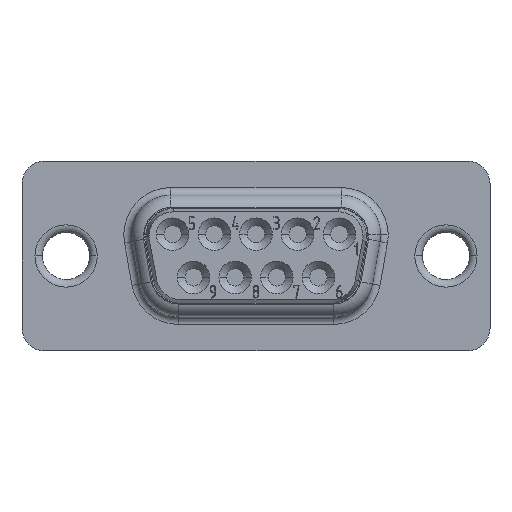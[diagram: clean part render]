
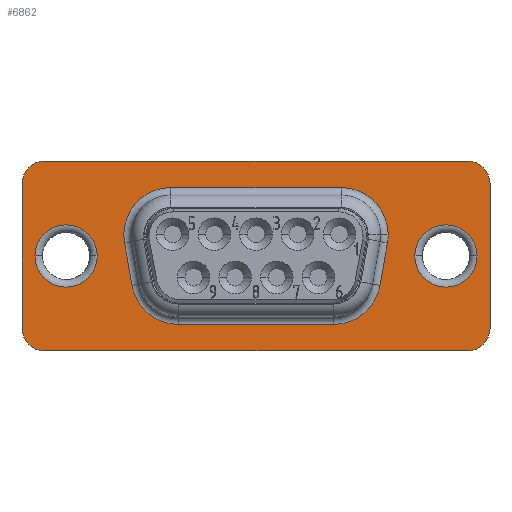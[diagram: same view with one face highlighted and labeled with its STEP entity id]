
A CAD part, top view. The second image highlights one B-rep face of the part: STEP entity #6862.
In plain terms, the highlighted planar face has unit normal (0, 0, 1).
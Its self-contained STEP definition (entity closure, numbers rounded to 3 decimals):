
#6862=ADVANCED_FACE('',(#11152,#11153,#11154,#11155),#7459,.T.);
#7459=PLANE('',#23119);
#9164=LINE('',#35596,#10461);
#9165=LINE('',#35600,#10462);
#9166=LINE('',#35604,#10463);
#9167=LINE('',#35607,#10464);
#9168=LINE('',#35611,#10465);
#9169=LINE('',#35615,#10466);
#9170=LINE('',#35619,#10467);
#9171=LINE('',#35623,#10468);
#10461=VECTOR('',#25258,1.);
#10462=VECTOR('',#25261,1.);
#10463=VECTOR('',#25264,1.);
#10464=VECTOR('',#25267,1.);
#10465=VECTOR('',#25270,1.);
#10466=VECTOR('',#25273,1.);
#10467=VECTOR('',#25276,1.);
#10468=VECTOR('',#25279,1.);
#11152=FACE_BOUND('',#11720,.T.);
#11153=FACE_BOUND('',#11721,.T.);
#11154=FACE_BOUND('',#11722,.T.);
#11155=FACE_BOUND('',#11723,.T.);
#11720=EDGE_LOOP('',(#14762,#14763));
#11721=EDGE_LOOP('',(#14764,#14765));
#11722=EDGE_LOOP('',(#14766,#14767,#14768,#14769,#14770,#14771,#14772,#14773,
#14774));
#11723=EDGE_LOOP('',(#14775,#14776,#14777,#14778,#14779,#14780,#14781,#14782));
#14762=ORIENTED_EDGE('',*,*,#20264,.T.);
#14763=ORIENTED_EDGE('',*,*,#19024,.T.);
#14764=ORIENTED_EDGE('',*,*,#20265,.T.);
#14765=ORIENTED_EDGE('',*,*,#19028,.T.);
#14766=ORIENTED_EDGE('',*,*,#20266,.T.);
#14767=ORIENTED_EDGE('',*,*,#20267,.T.);
#14768=ORIENTED_EDGE('',*,*,#20268,.T.);
#14769=ORIENTED_EDGE('',*,*,#20269,.T.);
#14770=ORIENTED_EDGE('',*,*,#20270,.T.);
#14771=ORIENTED_EDGE('',*,*,#20271,.T.);
#14772=ORIENTED_EDGE('',*,*,#19034,.T.);
#14773=ORIENTED_EDGE('',*,*,#20272,.T.);
#14774=ORIENTED_EDGE('',*,*,#20273,.T.);
#14775=ORIENTED_EDGE('',*,*,#20274,.T.);
#14776=ORIENTED_EDGE('',*,*,#20275,.T.);
#14777=ORIENTED_EDGE('',*,*,#20276,.T.);
#14778=ORIENTED_EDGE('',*,*,#20277,.T.);
#14779=ORIENTED_EDGE('',*,*,#20278,.T.);
#14780=ORIENTED_EDGE('',*,*,#20279,.T.);
#14781=ORIENTED_EDGE('',*,*,#20280,.T.);
#14782=ORIENTED_EDGE('',*,*,#20281,.T.);
#17384=VERTEX_POINT('',#27177);
#17385=VERTEX_POINT('',#27178);
#17388=VERTEX_POINT('',#27186);
#17389=VERTEX_POINT('',#27187);
#17394=VERTEX_POINT('',#27198);
#17395=VERTEX_POINT('',#27200);
#18213=VERTEX_POINT('',#35594);
#18214=VERTEX_POINT('',#35595);
#18215=VERTEX_POINT('',#35597);
#18216=VERTEX_POINT('',#35599);
#18217=VERTEX_POINT('',#35601);
#18218=VERTEX_POINT('',#35603);
#18219=VERTEX_POINT('',#35606);
#18220=VERTEX_POINT('',#35609);
#18221=VERTEX_POINT('',#35610);
#18222=VERTEX_POINT('',#35612);
#18223=VERTEX_POINT('',#35614);
#18224=VERTEX_POINT('',#35616);
#18225=VERTEX_POINT('',#35618);
#18226=VERTEX_POINT('',#35620);
#18227=VERTEX_POINT('',#35622);
#19024=EDGE_CURVE('',#17384,#17385,#21434,.T.);
#19028=EDGE_CURVE('',#17388,#17389,#21438,.T.);
#19034=EDGE_CURVE('',#17395,#17394,#21444,.T.);
#20264=EDGE_CURVE('',#17385,#17384,#21637,.T.);
#20265=EDGE_CURVE('',#17389,#17388,#21638,.T.);
#20266=EDGE_CURVE('',#18213,#18214,#21639,.T.);
#20267=EDGE_CURVE('',#18214,#18215,#9164,.T.);
#20268=EDGE_CURVE('',#18215,#18216,#21640,.T.);
#20269=EDGE_CURVE('',#18216,#18217,#9165,.T.);
#20270=EDGE_CURVE('',#18217,#18218,#21641,.T.);
#20271=EDGE_CURVE('',#18218,#17395,#9166,.T.);
#20272=EDGE_CURVE('',#17394,#18219,#21642,.T.);
#20273=EDGE_CURVE('',#18219,#18213,#9167,.T.);
#20274=EDGE_CURVE('',#18220,#18221,#21643,.T.);
#20275=EDGE_CURVE('',#18221,#18222,#9168,.T.);
#20276=EDGE_CURVE('',#18222,#18223,#21644,.T.);
#20277=EDGE_CURVE('',#18223,#18224,#9169,.T.);
#20278=EDGE_CURVE('',#18224,#18225,#21645,.T.);
#20279=EDGE_CURVE('',#18225,#18226,#9170,.T.);
#20280=EDGE_CURVE('',#18226,#18227,#21646,.T.);
#20281=EDGE_CURVE('',#18227,#18220,#9171,.T.);
#21434=CIRCLE('',#22659,2.05);
#21438=CIRCLE('',#22664,2.05);
#21444=CIRCLE('',#22671,3.1);
#21637=CIRCLE('',#23109,2.05);
#21638=CIRCLE('',#23110,2.05);
#21639=CIRCLE('',#23111,3.1);
#21640=CIRCLE('',#23112,3.1);
#21641=CIRCLE('',#23113,3.1);
#21642=CIRCLE('',#23114,3.1);
#21643=CIRCLE('',#23115,1.5);
#21644=CIRCLE('',#23116,1.5);
#21645=CIRCLE('',#23117,1.5);
#21646=CIRCLE('',#23118,1.5);
#22659=AXIS2_PLACEMENT_3D('',#27176,#23768,#23769);
#22664=AXIS2_PLACEMENT_3D('',#27185,#23778,#23779);
#22671=AXIS2_PLACEMENT_3D('',#27199,#23792,#23793);
#23109=AXIS2_PLACEMENT_3D('',#35591,#25252,#25253);
#23110=AXIS2_PLACEMENT_3D('',#35592,#25254,#25255);
#23111=AXIS2_PLACEMENT_3D('',#35593,#25256,#25257);
#23112=AXIS2_PLACEMENT_3D('',#35598,#25259,#25260);
#23113=AXIS2_PLACEMENT_3D('',#35602,#25262,#25263);
#23114=AXIS2_PLACEMENT_3D('',#35605,#25265,#25266);
#23115=AXIS2_PLACEMENT_3D('',#35608,#25268,#25269);
#23116=AXIS2_PLACEMENT_3D('',#35613,#25271,#25272);
#23117=AXIS2_PLACEMENT_3D('',#35617,#25274,#25275);
#23118=AXIS2_PLACEMENT_3D('',#35621,#25277,#25278);
#23119=AXIS2_PLACEMENT_3D('',#35624,#25280,#25281);
#23768=DIRECTION('',(0.,0.,-1.));
#23769=DIRECTION('',(1.,0.,0.));
#23778=DIRECTION('',(0.,0.,-1.));
#23779=DIRECTION('',(1.,0.,0.));
#23792=DIRECTION('',(0.,0.,-1.));
#23793=DIRECTION('',(1.,0.,0.));
#25252=DIRECTION('',(0.,0.,-1.));
#25253=DIRECTION('',(1.,0.,0.));
#25254=DIRECTION('',(0.,0.,-1.));
#25255=DIRECTION('',(1.,0.,0.));
#25256=DIRECTION('',(0.,0.,-1.));
#25257=DIRECTION('',(1.,0.,0.));
#25258=DIRECTION('',(-1.,0.,0.));
#25259=DIRECTION('',(0.,0.,-1.));
#25260=DIRECTION('',(1.,0.,0.));
#25261=DIRECTION('',(-0.174,0.985,0.));
#25262=DIRECTION('',(0.,0.,-1.));
#25263=DIRECTION('',(1.,0.,0.));
#25264=DIRECTION('',(1.,0.,0.));
#25265=DIRECTION('',(0.,0.,-1.));
#25266=DIRECTION('',(1.,0.,0.));
#25267=DIRECTION('',(-0.174,-0.985,0.));
#25268=DIRECTION('',(0.,0.,1.));
#25269=DIRECTION('',(1.,0.,0.));
#25270=DIRECTION('',(-1.,0.,0.));
#25271=DIRECTION('',(0.,0.,1.));
#25272=DIRECTION('',(1.,0.,0.));
#25273=DIRECTION('',(0.,-1.,0.));
#25274=DIRECTION('',(0.,0.,1.));
#25275=DIRECTION('',(1.,0.,0.));
#25276=DIRECTION('',(1.,0.,0.));
#25277=DIRECTION('',(0.,0.,1.));
#25278=DIRECTION('',(-1.,0.,0.));
#25279=DIRECTION('',(0.,1.,0.));
#25280=DIRECTION('',(0.,0.,1.));
#25281=DIRECTION('',(-1.,0.,0.));
#27176=CARTESIAN_POINT('',(12.5,0.,0.4));
#27177=CARTESIAN_POINT('',(10.45,0.,0.4));
#27178=CARTESIAN_POINT('',(14.55,0.,0.4));
#27185=CARTESIAN_POINT('',(-12.5,0.,0.4));
#27186=CARTESIAN_POINT('',(-14.55,0.,0.4));
#27187=CARTESIAN_POINT('',(-10.45,0.,0.4));
#27198=CARTESIAN_POINT('',(8.7,1.4,0.4));
#27199=CARTESIAN_POINT('',(5.6,1.4,0.4));
#27200=CARTESIAN_POINT('',(5.6,4.5,0.4));
#35591=CARTESIAN_POINT('',(12.5,0.,0.4));
#35592=CARTESIAN_POINT('',(-12.5,0.,0.4));
#35593=CARTESIAN_POINT('',(5.106,-1.4,0.4));
#35594=CARTESIAN_POINT('',(8.159,-1.938,0.4));
#35595=CARTESIAN_POINT('',(5.106,-4.5,0.4));
#35596=CARTESIAN_POINT('',(13.9,-4.5,0.4));
#35597=CARTESIAN_POINT('',(-5.106,-4.5,0.4));
#35598=CARTESIAN_POINT('',(-5.106,-1.4,0.4));
#35599=CARTESIAN_POINT('',(-8.159,-1.938,0.4));
#35600=CARTESIAN_POINT('',(-8.638,0.776,0.4));
#35601=CARTESIAN_POINT('',(-8.653,0.862,0.4));
#35602=CARTESIAN_POINT('',(-5.6,1.4,0.4));
#35603=CARTESIAN_POINT('',(-5.6,4.5,0.4));
#35604=CARTESIAN_POINT('',(5.6,4.5,0.4));
#35605=CARTESIAN_POINT('',(5.6,1.4,0.4));
#35606=CARTESIAN_POINT('',(8.653,0.862,0.4));
#35607=CARTESIAN_POINT('',(9.476,5.53,0.4));
#35608=CARTESIAN_POINT('',(13.9,4.75,0.4));
#35609=CARTESIAN_POINT('',(15.4,4.75,0.4));
#35610=CARTESIAN_POINT('',(13.9,6.25,0.4));
#35611=CARTESIAN_POINT('',(-13.9,6.25,0.4));
#35612=CARTESIAN_POINT('',(-13.9,6.25,0.4));
#35613=CARTESIAN_POINT('',(-13.9,4.75,0.4));
#35614=CARTESIAN_POINT('',(-15.4,4.75,0.4));
#35615=CARTESIAN_POINT('',(-15.4,4.75,0.4));
#35616=CARTESIAN_POINT('',(-15.4,-4.75,0.4));
#35617=CARTESIAN_POINT('',(-13.9,-4.75,0.4));
#35618=CARTESIAN_POINT('',(-13.9,-6.25,0.4));
#35619=CARTESIAN_POINT('',(-13.9,-6.25,0.4));
#35620=CARTESIAN_POINT('',(13.9,-6.25,0.4));
#35621=CARTESIAN_POINT('',(13.9,-4.75,0.4));
#35622=CARTESIAN_POINT('',(15.4,-4.75,0.4));
#35623=CARTESIAN_POINT('',(15.4,4.75,0.4));
#35624=CARTESIAN_POINT('',(13.9,4.75,0.4));
